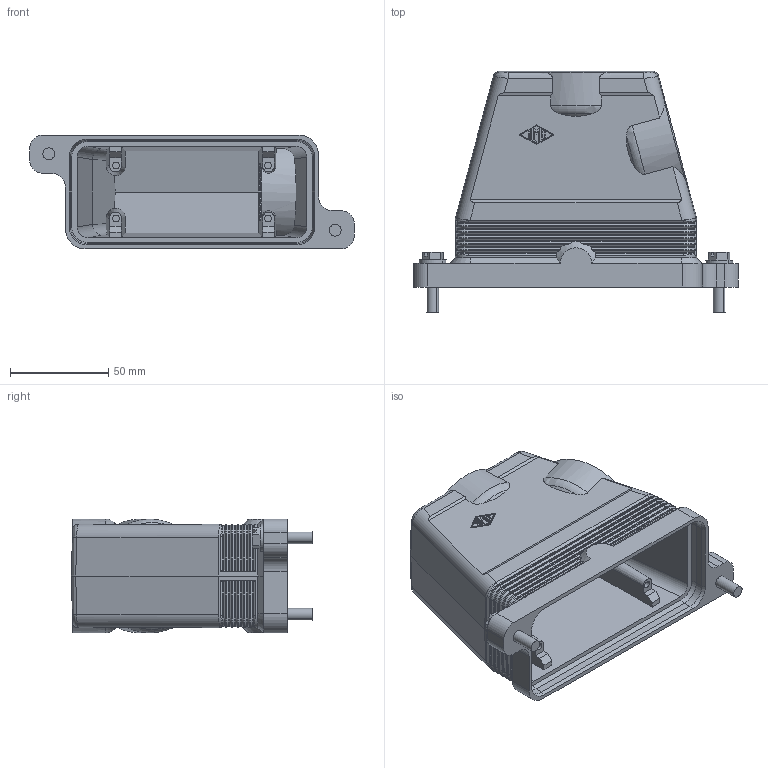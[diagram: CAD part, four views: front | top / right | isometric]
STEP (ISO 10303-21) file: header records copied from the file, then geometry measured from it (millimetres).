
FILE_DESCRIPTION(('Creo Elements/Direct Modeling STEP Export'),'2;1');
FILE_NAME('0ln7tug4eb68drv3732','2017-12-22T12:33:46',(''),(''),'PTC Creo Elements/Direct Modeling STEP processor for AP214 (Solid Model)','PTC Creo Elements/Direct Modeling 19.0E 27-Jun-2016 (C) Parametric Technology GmbH','');
FILE_SCHEMA(('AUTOMOTIVE_DESIGN { 1 0 10303 214 1 1 1 1 }'));
Products named in the file (2): MGOE_16.32
Assembly tree (1 placements, depth 2):
  MGOE_16.32
    MGOE_16.32
Bounding box: 165.5 x 123 x 58 mm (x, y, z)
Volume: 199738 mm3; surface area: 83729.5 mm2
Topology: 1 solids, 1 shells, 534 faces, 1316 edges, 802 vertices
Faces by surface type: plane 254, cylinder 124, extrusion 74, bspline 56, cone 22, torus 4
Entity records: 39884 total; most frequent: CARTESIAN_POINT 24318, ORIENTED_EDGE 2632, DIRECTION 2041, EDGE_CURVE 1316, VECTOR 841, VERTEX_POINT 802, LINE 765, AXIS2_PLACEMENT_3D 600
